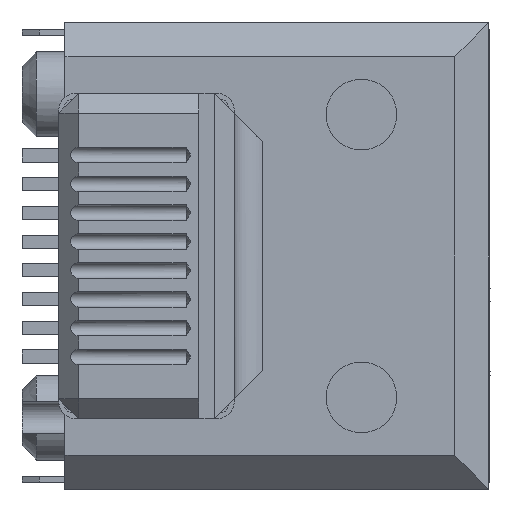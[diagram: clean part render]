
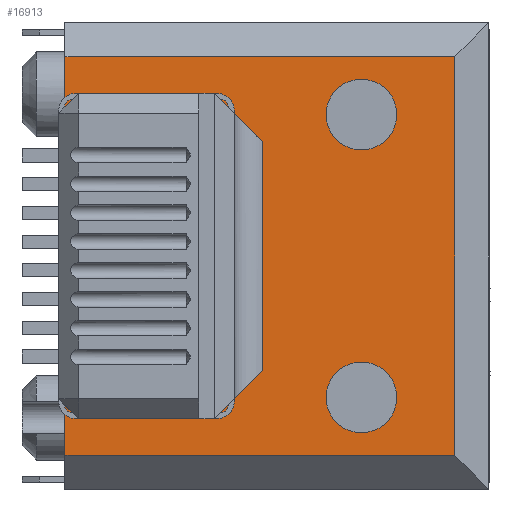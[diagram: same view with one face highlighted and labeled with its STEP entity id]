
A CAD part, left-side view. The second image highlights one B-rep face of the part: STEP entity #16913.
In plain terms, the highlighted face is planar.
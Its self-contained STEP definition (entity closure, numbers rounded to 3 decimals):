
#66 = VECTOR ( 'NONE', #4092, 1000. ) ;
#146 = DIRECTION ( 'NONE',  ( 0., -1., 0. ) ) ;
#502 = PLANE ( 'NONE',  #10639 ) ;
#645 = LINE ( 'NONE', #14665, #66 ) ;
#1321 = EDGE_CURVE ( 'NONE', #24230, #33875, #645, .T. ) ;
#1642 = AXIS2_PLACEMENT_3D ( 'NONE', #40473, #20396, #30500 ) ;
#1939 = ORIENTED_EDGE ( 'NONE', *, *, #39707, .T. ) ;
#2325 = CARTESIAN_POINT ( 'NONE',  ( -9.5, -3.99, 4.05 ) ) ;
#3218 = ORIENTED_EDGE ( 'NONE', *, *, #17614, .F. ) ;
#3764 = DIRECTION ( 'NONE',  ( 0., 0., 1. ) ) ;
#3836 = EDGE_CURVE ( 'NONE', #33875, #23858, #35564, .T. ) ;
#4092 = DIRECTION ( 'NONE',  ( 0., -1., 0. ) ) ;
#4144 = CARTESIAN_POINT ( 'NONE',  ( -9.5, 2.99, 5.75 ) ) ;
#4424 = VERTEX_POINT ( 'NONE', #30604 ) ;
#4635 = LINE ( 'NONE', #7516, #7271 ) ;
#4888 = DIRECTION ( 'NONE',  ( 0., 0.707, -0.707 ) ) ;
#6144 = EDGE_CURVE ( 'NONE', #27545, #9470, #21618, .T. ) ;
#6937 = VECTOR ( 'NONE', #23474, 1000. ) ;
#7168 = CARTESIAN_POINT ( 'NONE',  ( -9.5, -3.99, 5.05 ) ) ;
#7271 = VECTOR ( 'NONE', #40677, 1000. ) ;
#7354 = CARTESIAN_POINT ( 'NONE',  ( -9.5, 2.99, 0. ) ) ;
#7516 = CARTESIAN_POINT ( 'NONE',  ( -9.5, -2.525, -5.515 ) ) ;
#7535 = EDGE_CURVE ( 'NONE', #20746, #9143, #36546, .T. ) ;
#7543 = CARTESIAN_POINT ( 'NONE',  ( -9.5, 2.51, 5.75 ) ) ;
#7914 = VECTOR ( 'NONE', #34005, 1000. ) ;
#8120 = EDGE_LOOP ( 'NONE', ( #40974, #35592, #38555, #14886, #13444, #23991, #16521, #43441, #15569, #9466, #30340, #1939 ) ) ;
#8314 = LINE ( 'NONE', #4144, #16164 ) ;
#8798 = EDGE_CURVE ( 'NONE', #9246, #38593, #35882, .T. ) ;
#8878 = DIRECTION ( 'NONE',  ( 0., 0., 1. ) ) ;
#9143 = VERTEX_POINT ( 'NONE', #12557 ) ;
#9246 = VERTEX_POINT ( 'NONE', #41069 ) ;
#9466 = ORIENTED_EDGE ( 'NONE', *, *, #14642, .F. ) ;
#9470 = VERTEX_POINT ( 'NONE', #20773 ) ;
#9509 = CARTESIAN_POINT ( 'NONE',  ( -9.5, -10.79, 0. ) ) ;
#10102 = EDGE_CURVE ( 'NONE', #23858, #38593, #15182, .T. ) ;
#10203 = AXIS2_PLACEMENT_3D ( 'NONE', #11469, #35000, #14445 ) ;
#10639 = AXIS2_PLACEMENT_3D ( 'NONE', #30922, #37801, #3764 ) ;
#10877 = VERTEX_POINT ( 'NONE', #19331 ) ;
#11375 = CARTESIAN_POINT ( 'NONE',  ( -9.5, -10.79, -7.05 ) ) ;
#11469 = CARTESIAN_POINT ( 'NONE',  ( -9.5, -7.49, -5. ) ) ;
#11526 = VECTOR ( 'NONE', #28036, 1000. ) ;
#11678 = ORIENTED_EDGE ( 'NONE', *, *, #13326, .F. ) ;
#12557 = CARTESIAN_POINT ( 'NONE',  ( -9.5, 2.99, 5.27 ) ) ;
#12781 = CARTESIAN_POINT ( 'NONE',  ( -9.5, -7.49, 5. ) ) ;
#13024 = CARTESIAN_POINT ( 'NONE',  ( -9.5, -7.49, -5. ) ) ;
#13326 = EDGE_CURVE ( 'NONE', #34961, #4424, #39992, .T. ) ;
#13339 = AXIS2_PLACEMENT_3D ( 'NONE', #13024, #16704, #19676 ) ;
#13444 = ORIENTED_EDGE ( 'NONE', *, *, #22209, .T. ) ;
#14209 = CARTESIAN_POINT ( 'NONE',  ( -9.5, -2.29, -5.75 ) ) ;
#14445 = DIRECTION ( 'NONE',  ( 0., 0., -1. ) ) ;
#14642 = EDGE_CURVE ( 'NONE', #20746, #9470, #8314, .T. ) ;
#14665 = CARTESIAN_POINT ( 'NONE',  ( -9.5, -2.99, 7.05 ) ) ;
#14886 = ORIENTED_EDGE ( 'NONE', *, *, #8798, .F. ) ;
#15182 = LINE ( 'NONE', #31699, #11526 ) ;
#15569 = ORIENTED_EDGE ( 'NONE', *, *, #6144, .T. ) ;
#16164 = VECTOR ( 'NONE', #146, 1000. ) ;
#16274 = CARTESIAN_POINT ( 'NONE',  ( -9.5, -3.99, -4.05 ) ) ;
#16521 = ORIENTED_EDGE ( 'NONE', *, *, #25676, .T. ) ;
#16704 = DIRECTION ( 'NONE',  ( 1., 0., 0. ) ) ;
#16857 = CARTESIAN_POINT ( 'NONE',  ( -9.5, 2.51, -5.75 ) ) ;
#16913 = ADVANCED_FACE ( 'NONE', ( #35423, #35909, #38004 ), #502, .F. ) ;
#17020 = ORIENTED_EDGE ( 'NONE', *, *, #24862, .F. ) ;
#17614 = EDGE_CURVE ( 'NONE', #40888, #10877, #40538, .T. ) ;
#17786 = EDGE_CURVE ( 'NONE', #35097, #25037, #40032, .T. ) ;
#18905 = EDGE_CURVE ( 'NONE', #4424, #34961, #26655, .T. ) ;
#19331 = CARTESIAN_POINT ( 'NONE',  ( -9.5, -7.49, 3.75 ) ) ;
#19676 = DIRECTION ( 'NONE',  ( 0., 0., -1. ) ) ;
#20396 = DIRECTION ( 'NONE',  ( 1., 0., 0. ) ) ;
#20746 = VERTEX_POINT ( 'NONE', #7543 ) ;
#20773 = CARTESIAN_POINT ( 'NONE',  ( -9.5, -2.29, 5.75 ) ) ;
#20961 = EDGE_LOOP ( 'NONE', ( #17020, #3218 ) ) ;
#21618 = LINE ( 'NONE', #43632, #43162 ) ;
#21850 = VECTOR ( 'NONE', #4888, 1000. ) ;
#22209 = EDGE_CURVE ( 'NONE', #9246, #35097, #32054, .T. ) ;
#23038 = DIRECTION ( 'NONE',  ( 0., 0.707, 0.707 ) ) ;
#23100 = VECTOR ( 'NONE', #38771, 1000. ) ;
#23474 = DIRECTION ( 'NONE',  ( 0., -1., 0. ) ) ;
#23762 = CARTESIAN_POINT ( 'NONE',  ( -9.5, 2.99, -5.75 ) ) ;
#23858 = VERTEX_POINT ( 'NONE', #11375 ) ;
#23991 = ORIENTED_EDGE ( 'NONE', *, *, #17786, .T. ) ;
#24230 = VERTEX_POINT ( 'NONE', #34382 ) ;
#24862 = EDGE_CURVE ( 'NONE', #10877, #40888, #34450, .T. ) ;
#25037 = VERTEX_POINT ( 'NONE', #14209 ) ;
#25600 = CARTESIAN_POINT ( 'NONE',  ( -9.5, -7.49, 6.25 ) ) ;
#25676 = EDGE_CURVE ( 'NONE', #25037, #27644, #4635, .T. ) ;
#26282 = DIRECTION ( 'NONE',  ( 0., 0., -1. ) ) ;
#26589 = VECTOR ( 'NONE', #43015, 1000. ) ;
#26655 = CIRCLE ( 'NONE', #10203, 1.25 ) ;
#27452 = VECTOR ( 'NONE', #41259, 1000. ) ;
#27545 = VERTEX_POINT ( 'NONE', #2325 ) ;
#27644 = VERTEX_POINT ( 'NONE', #16274 ) ;
#28036 = DIRECTION ( 'NONE',  ( 0., 1., 0. ) ) ;
#28410 = CARTESIAN_POINT ( 'NONE',  ( -9.5, -10.79, 7.05 ) ) ;
#30340 = ORIENTED_EDGE ( 'NONE', *, *, #7535, .T. ) ;
#30500 = DIRECTION ( 'NONE',  ( 0., 0., -1. ) ) ;
#30604 = CARTESIAN_POINT ( 'NONE',  ( -9.5, -7.49, -6.25 ) ) ;
#30666 = ORIENTED_EDGE ( 'NONE', *, *, #18905, .F. ) ;
#30922 = CARTESIAN_POINT ( 'NONE',  ( -9.5, 2.99, 0. ) ) ;
#31699 = CARTESIAN_POINT ( 'NONE',  ( -9.5, 2.99, -7.05 ) ) ;
#32054 = LINE ( 'NONE', #32154, #23100 ) ;
#32057 = AXIS2_PLACEMENT_3D ( 'NONE', #12781, #39508, #26282 ) ;
#32154 = CARTESIAN_POINT ( 'NONE',  ( -9.5, 5.625, -2.635 ) ) ;
#33875 = VERTEX_POINT ( 'NONE', #28410 ) ;
#34005 = DIRECTION ( 'NONE',  ( 0., 0., 1. ) ) ;
#34382 = CARTESIAN_POINT ( 'NONE',  ( -9.5, 2.99, 7.05 ) ) ;
#34450 = CIRCLE ( 'NONE', #1642, 1.25 ) ;
#34961 = VERTEX_POINT ( 'NONE', #37260 ) ;
#35000 = DIRECTION ( 'NONE',  ( 1., 0., 0. ) ) ;
#35097 = VERTEX_POINT ( 'NONE', #16857 ) ;
#35423 = FACE_BOUND ( 'NONE', #20961, .T. ) ;
#35564 = LINE ( 'NONE', #9509, #26589 ) ;
#35592 = ORIENTED_EDGE ( 'NONE', *, *, #3836, .T. ) ;
#35882 = LINE ( 'NONE', #7354, #27452 ) ;
#35909 = FACE_OUTER_BOUND ( 'NONE', #8120, .T. ) ;
#36546 = LINE ( 'NONE', #38196, #21850 ) ;
#37260 = CARTESIAN_POINT ( 'NONE',  ( -9.5, -7.49, -3.75 ) ) ;
#37801 = DIRECTION ( 'NONE',  ( -1., 0., 0. ) ) ;
#37957 = VECTOR ( 'NONE', #8878, 1000. ) ;
#38004 = FACE_BOUND ( 'NONE', #40702, .T. ) ;
#38196 = CARTESIAN_POINT ( 'NONE',  ( -9.5, 3.21, 5.05 ) ) ;
#38464 = LINE ( 'NONE', #42212, #37957 ) ;
#38555 = ORIENTED_EDGE ( 'NONE', *, *, #10102, .T. ) ;
#38593 = VERTEX_POINT ( 'NONE', #40165 ) ;
#38771 = DIRECTION ( 'NONE',  ( 0., -0.707, -0.707 ) ) ;
#39508 = DIRECTION ( 'NONE',  ( 1., 0., 0. ) ) ;
#39707 = EDGE_CURVE ( 'NONE', #9143, #24230, #38464, .T. ) ;
#39992 = CIRCLE ( 'NONE', #13339, 1.25 ) ;
#40032 = LINE ( 'NONE', #23762, #6937 ) ;
#40165 = CARTESIAN_POINT ( 'NONE',  ( -9.5, 2.99, -7.05 ) ) ;
#40473 = CARTESIAN_POINT ( 'NONE',  ( -9.5, -7.49, 5. ) ) ;
#40538 = CIRCLE ( 'NONE', #32057, 1.25 ) ;
#40677 = DIRECTION ( 'NONE',  ( 0., -0.707, 0.707 ) ) ;
#40695 = EDGE_CURVE ( 'NONE', #27644, #27545, #43636, .T. ) ;
#40702 = EDGE_LOOP ( 'NONE', ( #30666, #11678 ) ) ;
#40888 = VERTEX_POINT ( 'NONE', #25600 ) ;
#40974 = ORIENTED_EDGE ( 'NONE', *, *, #1321, .T. ) ;
#41069 = CARTESIAN_POINT ( 'NONE',  ( -9.5, 2.99, -5.27 ) ) ;
#41259 = DIRECTION ( 'NONE',  ( 0., 0., -1. ) ) ;
#42212 = CARTESIAN_POINT ( 'NONE',  ( -9.5, 2.99, 0. ) ) ;
#43015 = DIRECTION ( 'NONE',  ( 0., 0., -1. ) ) ;
#43162 = VECTOR ( 'NONE', #23038, 1000. ) ;
#43441 = ORIENTED_EDGE ( 'NONE', *, *, #40695, .T. ) ;
#43632 = CARTESIAN_POINT ( 'NONE',  ( -9.5, -2.29, 5.75 ) ) ;
#43636 = LINE ( 'NONE', #7168, #7914 ) ;
